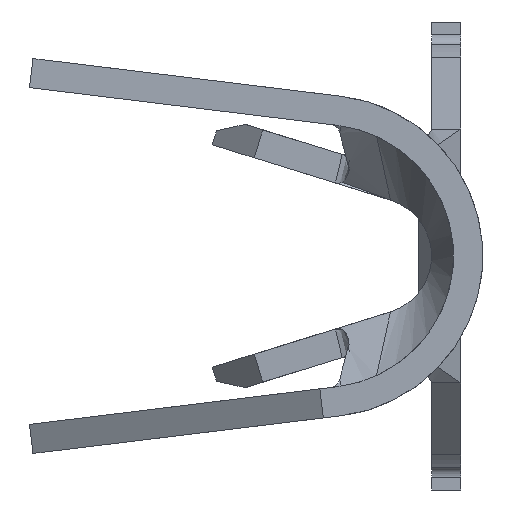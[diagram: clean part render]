
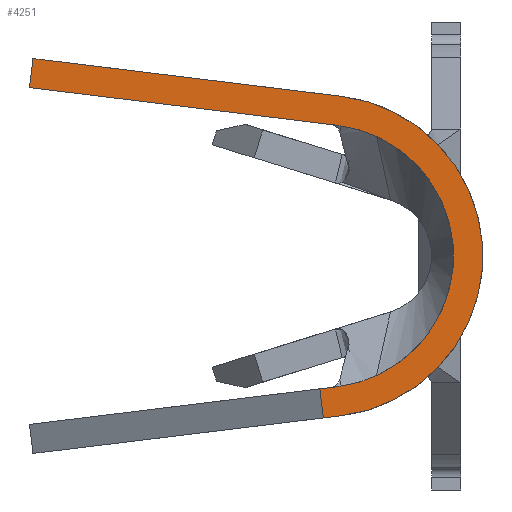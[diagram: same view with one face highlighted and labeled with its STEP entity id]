
A CAD part, left-side view. The second image highlights one B-rep face of the part: STEP entity #4251.
In plain terms, the highlighted planar face has unit normal (-1, 0, 0).
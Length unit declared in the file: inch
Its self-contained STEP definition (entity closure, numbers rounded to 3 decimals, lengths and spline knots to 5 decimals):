
#190 = DIRECTION ( 'NONE',  ( 0., 0.993, -0.121 ) ) ;
#277 = CARTESIAN_POINT ( 'NONE',  ( -0.535, 0.08164, 0.10919 ) ) ;
#448 = CARTESIAN_POINT ( 'NONE',  ( -0.535, 0.08407, 0.08933 ) ) ;
#518 = VERTEX_POINT ( 'NONE', #853 ) ;
#589 = DIRECTION ( 'NONE',  ( 0., 0., 1. ) ) ;
#630 = LINE ( 'NONE', #5151, #3670 ) ;
#659 = DIRECTION ( 'NONE',  ( 0., -0.993, -0.121 ) ) ;
#707 = ORIENTED_EDGE ( 'NONE', *, *, #5683, .T. ) ;
#711 = CARTESIAN_POINT ( 'NONE',  ( -0.535, 0.29257, 0.135 ) ) ;
#853 = CARTESIAN_POINT ( 'NONE',  ( -0.535, 0.08164, -0.10919 ) ) ;
#1430 = EDGE_LOOP ( 'NONE', ( #6320, #3220, #3404, #5808, #5125, #3526, #707, #3572 ) ) ;
#1534 = DIRECTION ( 'NONE',  ( 0., 0.121, -0.993 ) ) ;
#1545 = DIRECTION ( 'NONE',  ( 0., 0.993, 0.121 ) ) ;
#2008 = VERTEX_POINT ( 'NONE', #2858 ) ;
#2018 = FACE_OUTER_BOUND ( 'NONE', #1430, .T. ) ;
#2092 = PLANE ( 'NONE',  #3499 ) ;
#2233 = VERTEX_POINT ( 'NONE', #4524 ) ;
#2242 = CIRCLE ( 'NONE', #5950, 0.11 ) ;
#2279 = VECTOR ( 'NONE', #1545, 39.37008 ) ;
#2293 = EDGE_CURVE ( 'NONE', #2008, #6747, #2440, .T. ) ;
#2334 = LINE ( 'NONE', #4527, #4892 ) ;
#2440 = LINE ( 'NONE', #5542, #6365 ) ;
#2577 = CARTESIAN_POINT ( 'NONE',  ( -0.535, 0.08407, -0.08933 ) ) ;
#2858 = CARTESIAN_POINT ( 'NONE',  ( -0.535, 0.09648, -0.09085 ) ) ;
#2924 = EDGE_CURVE ( 'NONE', #3164, #2008, #2951, .T. ) ;
#2951 = LINE ( 'NONE', #2577, #5402 ) ;
#2989 = DIRECTION ( 'NONE',  ( 1., 0., 0. ) ) ;
#3102 = VERTEX_POINT ( 'NONE', #448 ) ;
#3143 = EDGE_CURVE ( 'NONE', #6747, #518, #4539, .T. ) ;
#3164 = VERTEX_POINT ( 'NONE', #3904 ) ;
#3209 = VECTOR ( 'NONE', #4347, 39.37008 ) ;
#3217 = DIRECTION ( 'NONE',  ( -1., 0., 0. ) ) ;
#3220 = ORIENTED_EDGE ( 'NONE', *, *, #3143, .T. ) ;
#3376 = EDGE_CURVE ( 'NONE', #2233, #3102, #2334, .T. ) ;
#3404 = ORIENTED_EDGE ( 'NONE', *, *, #3782, .T. ) ;
#3499 = AXIS2_PLACEMENT_3D ( 'NONE', #6091, #3217, #6561 ) ;
#3526 = ORIENTED_EDGE ( 'NONE', *, *, #3376, .T. ) ;
#3572 = ORIENTED_EDGE ( 'NONE', *, *, #2924, .T. ) ;
#3670 = VECTOR ( 'NONE', #1534, 39.37008 ) ;
#3782 = EDGE_CURVE ( 'NONE', #518, #6593, #2242, .T. ) ;
#3904 = CARTESIAN_POINT ( 'NONE',  ( -0.535, 0.08407, -0.08933 ) ) ;
#3906 = CARTESIAN_POINT ( 'NONE',  ( -0.535, 0.09405, -0.1107 ) ) ;
#3979 = DIRECTION ( 'NONE',  ( -1., 0., 0. ) ) ;
#4239 = EDGE_CURVE ( 'NONE', #4562, #2233, #630, .T. ) ;
#4251 = ADVANCED_FACE ( 'NONE', ( #2018 ), #2092, .T. ) ;
#4347 = DIRECTION ( 'NONE',  ( 0., -0.993, 0.121 ) ) ;
#4524 = CARTESIAN_POINT ( 'NONE',  ( -0.535, 0.295, 0.11515 ) ) ;
#4527 = CARTESIAN_POINT ( 'NONE',  ( -0.535, 0.08407, 0.08933 ) ) ;
#4539 = LINE ( 'NONE', #6669, #3209 ) ;
#4562 = VERTEX_POINT ( 'NONE', #711 ) ;
#4699 = CARTESIAN_POINT ( 'NONE',  ( -0.535, 0.08164, 0.10919 ) ) ;
#4852 = LINE ( 'NONE', #4699, #2279 ) ;
#4892 = VECTOR ( 'NONE', #659, 39.37008 ) ;
#5125 = ORIENTED_EDGE ( 'NONE', *, *, #4239, .T. ) ;
#5151 = CARTESIAN_POINT ( 'NONE',  ( -0.535, 0.295, 0.11515 ) ) ;
#5324 = EDGE_CURVE ( 'NONE', #6593, #4562, #4852, .T. ) ;
#5402 = VECTOR ( 'NONE', #190, 39.37008 ) ;
#5542 = CARTESIAN_POINT ( 'NONE',  ( -0.535, 0.09648, -0.09085 ) ) ;
#5585 = DIRECTION ( 'NONE',  ( 0., -0.121, -0.993 ) ) ;
#5683 = EDGE_CURVE ( 'NONE', #3102, #3164, #5847, .T. ) ;
#5808 = ORIENTED_EDGE ( 'NONE', *, *, #5324, .T. ) ;
#5847 = CIRCLE ( 'NONE', #5872, 0.09 ) ;
#5872 = AXIS2_PLACEMENT_3D ( 'NONE', #5882, #2989, #6366 ) ;
#5882 = CARTESIAN_POINT ( 'NONE',  ( -0.535, 0.095, 0. ) ) ;
#5950 = AXIS2_PLACEMENT_3D ( 'NONE', #6766, #3979, #589 ) ;
#6091 = CARTESIAN_POINT ( 'NONE',  ( -0.535, 0.095, 0. ) ) ;
#6320 = ORIENTED_EDGE ( 'NONE', *, *, #2293, .T. ) ;
#6365 = VECTOR ( 'NONE', #5585, 39.37008 ) ;
#6366 = DIRECTION ( 'NONE',  ( 0., 0., 1. ) ) ;
#6561 = DIRECTION ( 'NONE',  ( 0., 0., 1. ) ) ;
#6593 = VERTEX_POINT ( 'NONE', #277 ) ;
#6669 = CARTESIAN_POINT ( 'NONE',  ( -0.535, 0.08164, -0.10919 ) ) ;
#6747 = VERTEX_POINT ( 'NONE', #3906 ) ;
#6766 = CARTESIAN_POINT ( 'NONE',  ( -0.535, 0.095, 0. ) ) ;
